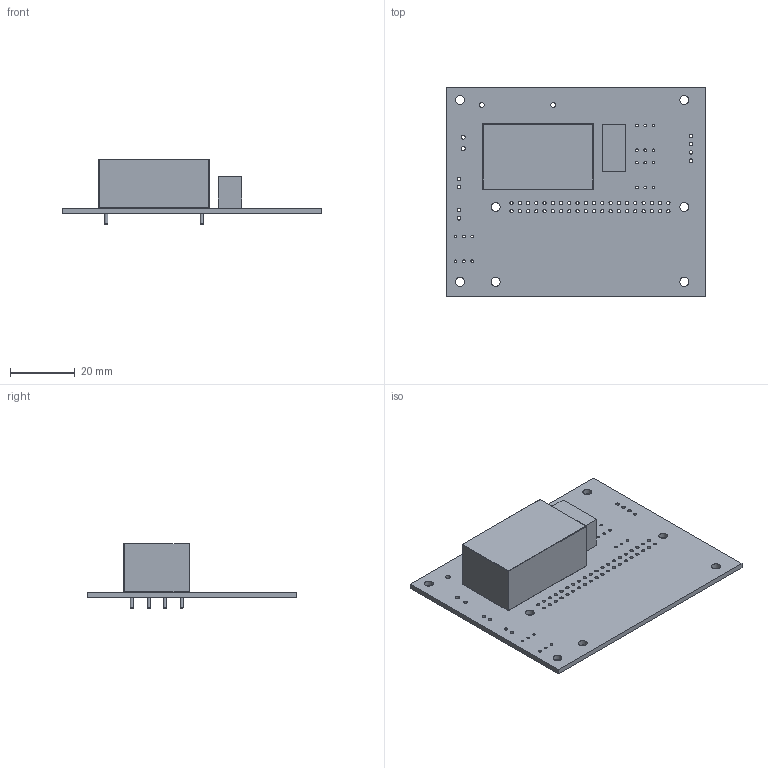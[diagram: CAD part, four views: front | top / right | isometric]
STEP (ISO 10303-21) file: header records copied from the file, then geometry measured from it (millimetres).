
FILE_DESCRIPTION(('FreeCAD Model'),'2;1');
FILE_NAME( 'TermoCloud.step', '2018-03-07T22:35:58',('kicad StepUp'),('ksu MCAD'), 'Open CASCADE STEP processor 6.8','FreeCAD','Unknown');
FILE_SCHEMA(('AUTOMOTIVE_DESIGN_CC2 { 1 2 10303 214 -1 1 5 4 }'));
Length unit declared in the file: millimetre
Products named in the file (4): ASSEMBLY; Pcb; Fusion_; Pad_
Assembly tree (3 placements, depth 2):
  ASSEMBLY
    Pcb
    Fusion_
    Pad_
Bounding box: 80 x 64.5 x 20 mm (x, y, z)
Volume: 19425.3 mm3; surface area: 14767.2 mm2
Topology: 3 solids, 3 shells, 141 faces, 375 edges, 234 vertices
Faces by surface type: cylinder 107, plane 22, sphere 8, revolution 4
Full cylindrical faces by diameter (mm): 0.8 x18, 1 x48, 1.097 x8, 1.1 x10, 1.2 x2, 1.501 x2, 2.75 x7
Entity records: 5140 total; most frequent: DIRECTION 873, CARTESIAN_POINT 772, ORIENTED_EDGE 730, EDGE_CURVE 365, AXIS2_PLACEMENT_3D 363, FACE_BOUND 327, EDGE_LOOP 327, VERTEX_POINT 234
